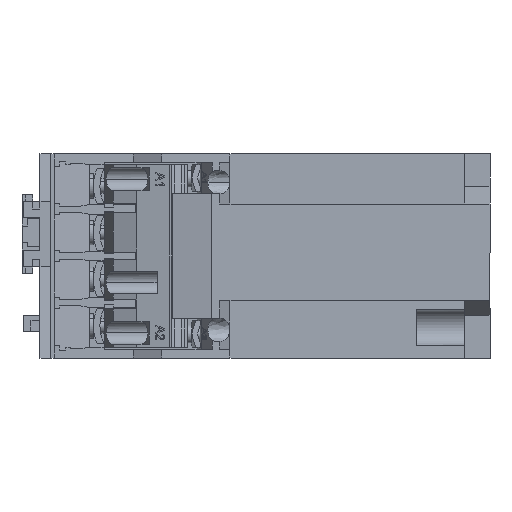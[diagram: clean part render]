
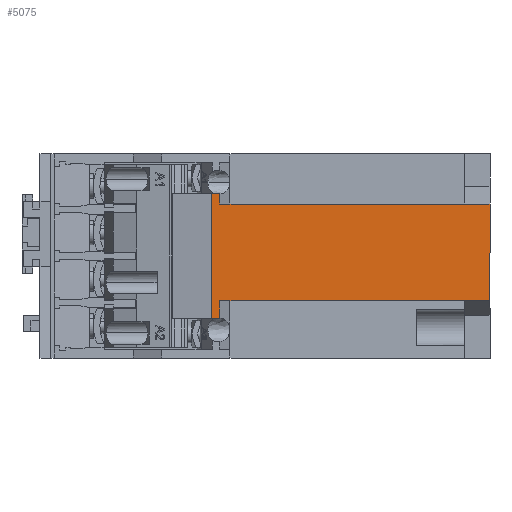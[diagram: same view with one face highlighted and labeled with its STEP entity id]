
A CAD part, left-side view. The second image highlights one B-rep face of the part: STEP entity #5075.
In plain terms, the highlighted planar face has unit normal (-1, 0, 0).
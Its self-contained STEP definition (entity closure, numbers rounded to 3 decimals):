
#970 = LINE ( 'NONE', #57700, #25608 ) ;
#1690 = VERTEX_POINT ( 'NONE', #55767 ) ;
#1799 = CARTESIAN_POINT ( 'NONE',  ( -41.75, 75.3, 17.35 ) ) ;
#2321 = CARTESIAN_POINT ( 'NONE',  ( -41.75, 75.3, -17.35 ) ) ;
#2741 = DIRECTION ( 'NONE',  ( 0., 1., 0. ) ) ;
#3375 = CARTESIAN_POINT ( 'NONE',  ( -41.75, 77.668, -17.5 ) ) ;
#3470 = LINE ( 'NONE', #36597, #28174 ) ;
#3852 = EDGE_CURVE ( 'NONE', #39765, #1690, #40751, .T. ) ;
#4833 = EDGE_LOOP ( 'NONE', ( #27308, #49998, #62315, #50921, #13180, #13519, #29581, #20158, #27811, #46180, #41150, #27082, #52888, #17153 ) ) ;
#5075 = ADVANCED_FACE ( 'NONE', ( #59985 ), #25102, .F. ) ;
#5665 = EDGE_CURVE ( 'NONE', #39765, #15577, #12764, .T. ) ;
#5864 = AXIS2_PLACEMENT_3D ( 'NONE', #35079, #10392, #44980 ) ;
#6495 = CARTESIAN_POINT ( 'NONE',  ( -41.75, 7., -12.5 ) ) ;
#6627 = CARTESIAN_POINT ( 'NONE',  ( -41.75, 75.3, -12.5 ) ) ;
#6687 = CARTESIAN_POINT ( 'NONE',  ( -41.75, 76.04, 17.349 ) ) ;
#7529 = EDGE_CURVE ( 'NONE', #9723, #45387, #3470, .T. ) ;
#7973 = CARTESIAN_POINT ( 'NONE',  ( -41.75, 77.5, 10.879 ) ) ;
#9100 = EDGE_CURVE ( 'NONE', #58786, #9723, #11729, .T. ) ;
#9294 = EDGE_CURVE ( 'NONE', #49953, #58786, #43449, .T. ) ;
#9342 = VECTOR ( 'NONE', #18711, 1000. ) ;
#9723 = VERTEX_POINT ( 'NONE', #6495 ) ;
#9774 = EDGE_CURVE ( 'NONE', #49953, #1690, #39593, .T. ) ;
#9947 = EDGE_CURVE ( 'NONE', #47077, #16442, #17072, .T. ) ;
#10032 = EDGE_CURVE ( 'NONE', #47077, #49843, #970, .T. ) ;
#10156 = EDGE_CURVE ( 'NONE', #52149, #49843, #37262, .T. ) ;
#10392 = DIRECTION ( 'NONE',  ( 1., 0., 0. ) ) ;
#10525 = EDGE_CURVE ( 'NONE', #19164, #52149, #46454, .T. ) ;
#10621 = EDGE_CURVE ( 'NONE', #19164, #53576, #54956, .T. ) ;
#10879 = EDGE_CURVE ( 'NONE', #53576, #46136, #59445, .T. ) ;
#11241 = EDGE_CURVE ( 'NONE', #45387, #46136, #46396, .T. ) ;
#11588 = CARTESIAN_POINT ( 'NONE',  ( -41.75, 77.5, 17.6 ) ) ;
#11729 = LINE ( 'NONE', #27293, #62822 ) ;
#12153 = CARTESIAN_POINT ( 'NONE',  ( -41.75, 77.5, -17.5 ) ) ;
#12384 = DIRECTION ( 'NONE',  ( 0., 1., 0. ) ) ;
#12764 = LINE ( 'NONE', #63938, #52306 ) ;
#13180 = ORIENTED_EDGE ( 'NONE', *, *, #3852, .F. ) ;
#13519 = ORIENTED_EDGE ( 'NONE', *, *, #5665, .T. ) ;
#15577 = VERTEX_POINT ( 'NONE', #61324 ) ;
#16442 = VERTEX_POINT ( 'NONE', #37234 ) ;
#17072 = LINE ( 'NONE', #7973, #43391 ) ;
#17153 = ORIENTED_EDGE ( 'NONE', *, *, #11241, .F. ) ;
#17657 = DIRECTION ( 'NONE',  ( 0., 0., 1. ) ) ;
#18680 = VECTOR ( 'NONE', #53651, 1000. ) ;
#18711 = DIRECTION ( 'NONE',  ( 0., 0., 1. ) ) ;
#19007 = CARTESIAN_POINT ( 'NONE',  ( -41.75, 0., 28.5 ) ) ;
#19164 = VERTEX_POINT ( 'NONE', #12153 ) ;
#20158 = ORIENTED_EDGE ( 'NONE', *, *, #9947, .F. ) ;
#21569 = DIRECTION ( 'NONE',  ( 0., 1., 0. ) ) ;
#21883 = CARTESIAN_POINT ( 'NONE',  ( -41.75, 77.139, -17.514 ) ) ;
#24855 = VECTOR ( 'NONE', #21569, 1000. ) ;
#25102 = PLANE ( 'NONE',  #5864 ) ;
#25608 = VECTOR ( 'NONE', #52732, 1000. ) ;
#27082 = ORIENTED_EDGE ( 'NONE', *, *, #10621, .T. ) ;
#27293 = CARTESIAN_POINT ( 'NONE',  ( -41.75, 0., -12.5 ) ) ;
#27308 = ORIENTED_EDGE ( 'NONE', *, *, #7529, .F. ) ;
#27584 = VECTOR ( 'NONE', #49047, 1000. ) ;
#27811 = ORIENTED_EDGE ( 'NONE', *, *, #10032, .T. ) ;
#28174 = VECTOR ( 'NONE', #41544, 1000. ) ;
#29581 = ORIENTED_EDGE ( 'NONE', *, *, #34843, .T. ) ;
#31157 = CARTESIAN_POINT ( 'NONE',  ( -41.75, 75.3, -10.879 ) ) ;
#31880 = CARTESIAN_POINT ( 'NONE',  ( -41.75, 75.67, -17.349 ) ) ;
#32349 = CARTESIAN_POINT ( 'NONE',  ( -41.75, 77.5, -17.5 ) ) ;
#32949 = CARTESIAN_POINT ( 'NONE',  ( -41.75, 77.5, -17.6 ) ) ;
#34516 = CARTESIAN_POINT ( 'NONE',  ( -41.75, 77.5, -10.879 ) ) ;
#34843 = EDGE_CURVE ( 'NONE', #15577, #16442, #40736, .T. ) ;
#35079 = CARTESIAN_POINT ( 'NONE',  ( -41.75, 91.5, 28.5 ) ) ;
#36597 = CARTESIAN_POINT ( 'NONE',  ( -41.75, 44.5, -12.5 ) ) ;
#36649 = CARTESIAN_POINT ( 'NONE',  ( -41.75, 76.775, -17.452 ) ) ;
#37234 = CARTESIAN_POINT ( 'NONE',  ( -41.75, 77.5, 17.6 ) ) ;
#37262 = LINE ( 'NONE', #43382, #9342 ) ;
#39320 = DIRECTION ( 'NONE',  ( 0., 0., 1. ) ) ;
#39593 = LINE ( 'NONE', #41302, #24855 ) ;
#39765 = VERTEX_POINT ( 'NONE', #53870 ) ;
#40736 = B_SPLINE_CURVE_WITH_KNOTS ( 'NONE', 3,
 ( #1799, #6687, #41285, #11588 ),
 .UNSPECIFIED., .F., .F.,
 ( 4, 4 ),
 ( 0.016, 0.019 ),
 .UNSPECIFIED. ) ;
#40751 = LINE ( 'NONE', #44040, #27584 ) ;
#41150 = ORIENTED_EDGE ( 'NONE', *, *, #10525, .F. ) ;
#41285 = CARTESIAN_POINT ( 'NONE',  ( -41.75, 76.779, 17.428 ) ) ;
#41302 = CARTESIAN_POINT ( 'NONE',  ( -41.75, 0., 14.5 ) ) ;
#41544 = DIRECTION ( 'NONE',  ( 0., 1., 0. ) ) ;
#41805 = VECTOR ( 'NONE', #54385, 1000. ) ;
#43382 = CARTESIAN_POINT ( 'NONE',  ( -41.75, 77.668, -20.371 ) ) ;
#43391 = VECTOR ( 'NONE', #17657, 1000. ) ;
#43449 = LINE ( 'NONE', #19007, #18680 ) ;
#44040 = CARTESIAN_POINT ( 'NONE',  ( -41.75, 44.5, 14.5 ) ) ;
#44822 = VECTOR ( 'NONE', #45829, 1000. ) ;
#44980 = DIRECTION ( 'NONE',  ( 0., 1., 0. ) ) ;
#45387 = VERTEX_POINT ( 'NONE', #6627 ) ;
#45829 = DIRECTION ( 'NONE',  ( 0., 0., -1. ) ) ;
#46136 = VERTEX_POINT ( 'NONE', #54712 ) ;
#46180 = ORIENTED_EDGE ( 'NONE', *, *, #10156, .F. ) ;
#46396 = LINE ( 'NONE', #31157, #44822 ) ;
#46454 = LINE ( 'NONE', #32349, #61159 ) ;
#46914 = CARTESIAN_POINT ( 'NONE',  ( -41.75, 0., -12.5 ) ) ;
#47077 = VERTEX_POINT ( 'NONE', #51780 ) ;
#48842 = CARTESIAN_POINT ( 'NONE',  ( -41.75, 0., 14.5 ) ) ;
#49047 = DIRECTION ( 'NONE',  ( 0., -1., 0. ) ) ;
#49843 = VERTEX_POINT ( 'NONE', #62267 ) ;
#49953 = VERTEX_POINT ( 'NONE', #48842 ) ;
#49998 = ORIENTED_EDGE ( 'NONE', *, *, #9100, .F. ) ;
#50921 = ORIENTED_EDGE ( 'NONE', *, *, #9774, .T. ) ;
#51780 = CARTESIAN_POINT ( 'NONE',  ( -41.75, 77.5, 17.5 ) ) ;
#52149 = VERTEX_POINT ( 'NONE', #3375 ) ;
#52306 = VECTOR ( 'NONE', #39320, 1000. ) ;
#52732 = DIRECTION ( 'NONE',  ( 0., 1., 0. ) ) ;
#52888 = ORIENTED_EDGE ( 'NONE', *, *, #10879, .T. ) ;
#53576 = VERTEX_POINT ( 'NONE', #32949 ) ;
#53651 = DIRECTION ( 'NONE',  ( 0., 0., -1. ) ) ;
#53870 = CARTESIAN_POINT ( 'NONE',  ( -41.75, 75.3, 14.5 ) ) ;
#54385 = DIRECTION ( 'NONE',  ( 0., 0., -1. ) ) ;
#54712 = CARTESIAN_POINT ( 'NONE',  ( -41.75, 75.3, -17.35 ) ) ;
#54956 = LINE ( 'NONE', #34516, #41805 ) ;
#55767 = CARTESIAN_POINT ( 'NONE',  ( -41.75, 7., 14.5 ) ) ;
#56499 = CARTESIAN_POINT ( 'NONE',  ( -41.75, 77.5, -17.6 ) ) ;
#57700 = CARTESIAN_POINT ( 'NONE',  ( -41.75, 77.5, 17.5 ) ) ;
#58786 = VERTEX_POINT ( 'NONE', #46914 ) ;
#59445 = B_SPLINE_CURVE_WITH_KNOTS ( 'NONE', 3,
 ( #56499, #21883, #36649, #61479, #31880, #2321 ),
 .UNSPECIFIED., .F., .F.,
 ( 4, 2, 4 ),
 ( 0., 0.001, 0.002 ),
 .UNSPECIFIED. ) ;
#59985 = FACE_OUTER_BOUND ( 'NONE', #4833, .T. ) ;
#61159 = VECTOR ( 'NONE', #12384, 1000. ) ;
#61324 = CARTESIAN_POINT ( 'NONE',  ( -41.75, 75.3, 17.35 ) ) ;
#61479 = CARTESIAN_POINT ( 'NONE',  ( -41.75, 76.04, -17.37 ) ) ;
#62267 = CARTESIAN_POINT ( 'NONE',  ( -41.75, 77.668, 17.5 ) ) ;
#62315 = ORIENTED_EDGE ( 'NONE', *, *, #9294, .F. ) ;
#62822 = VECTOR ( 'NONE', #2741, 1000. ) ;
#63938 = CARTESIAN_POINT ( 'NONE',  ( -41.75, 75.3, 10.879 ) ) ;
